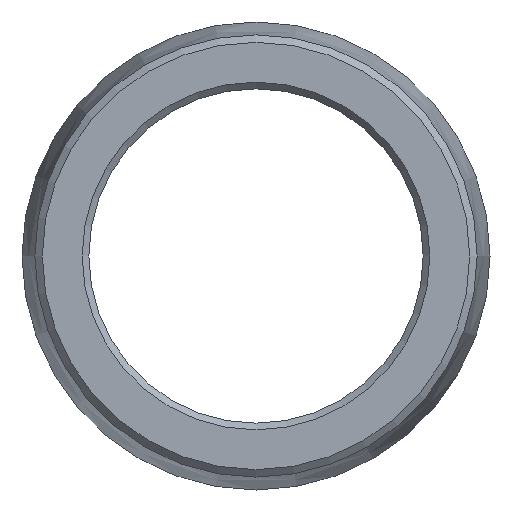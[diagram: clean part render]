
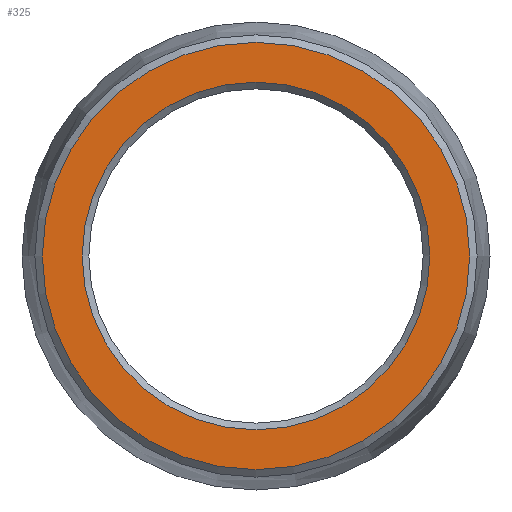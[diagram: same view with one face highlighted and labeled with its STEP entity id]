
A CAD part, left-side view. The second image highlights one B-rep face of the part: STEP entity #325.
In plain terms, the highlighted planar face has unit normal (-1, 0, 0).
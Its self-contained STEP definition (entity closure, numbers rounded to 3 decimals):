
#22=FACE_BOUND('',#61,.T.);
#29=PLANE('',#371);
#37=FACE_OUTER_BOUND('',#60,.T.);
#60=EDGE_LOOP('',(#228));
#61=EDGE_LOOP('',(#229));
#113=CIRCLE('',#368,7.8);
#116=CIRCLE('',#372,9.586);
#147=VERTEX_POINT('',#554);
#150=VERTEX_POINT('',#562);
#177=EDGE_CURVE('',#147,#147,#113,.T.);
#181=EDGE_CURVE('',#150,#150,#116,.T.);
#228=ORIENTED_EDGE('',*,*,#181,.F.);
#229=ORIENTED_EDGE('',*,*,#177,.F.);
#325=ADVANCED_FACE('',(#37,#22),#29,.T.);
#368=AXIS2_PLACEMENT_3D('',#555,#428,#429);
#371=AXIS2_PLACEMENT_3D('',#561,#435,#436);
#372=AXIS2_PLACEMENT_3D('',#563,#437,#438);
#428=DIRECTION('center_axis',(-1.,0.,0.));
#429=DIRECTION('ref_axis',(0.,-1.,0.));
#435=DIRECTION('center_axis',(-1.,0.,0.));
#436=DIRECTION('ref_axis',(0.,0.,1.));
#437=DIRECTION('center_axis',(1.,0.,0.));
#438=DIRECTION('ref_axis',(0.,-1.,0.));
#554=CARTESIAN_POINT('',(-40.,7.8,0.));
#555=CARTESIAN_POINT('Origin',(-40.,0.,0.));
#561=CARTESIAN_POINT('Origin',(-40.,9.886,0.));
#562=CARTESIAN_POINT('',(-40.,9.586,0.));
#563=CARTESIAN_POINT('Origin',(-40.,0.,0.));
